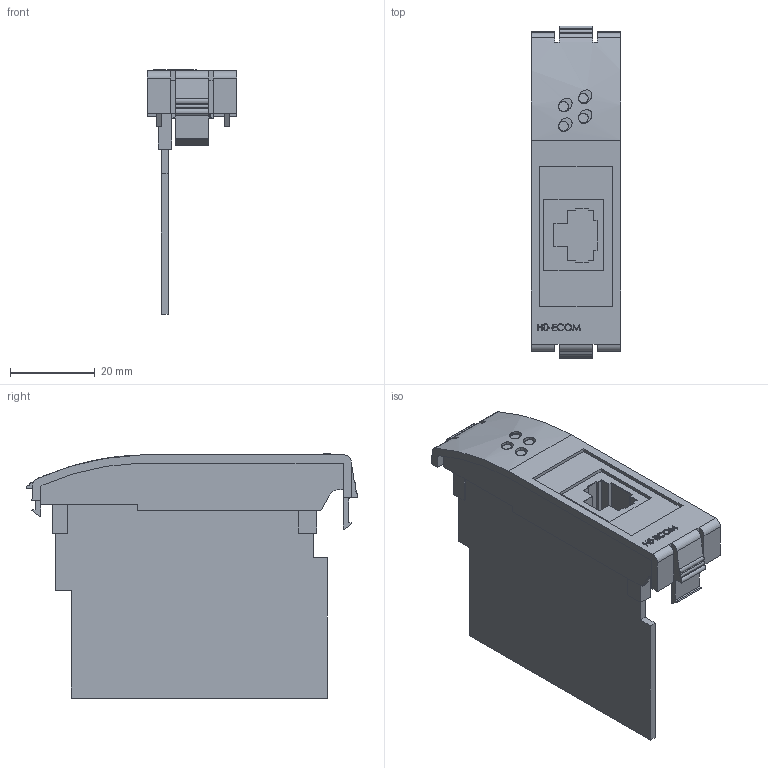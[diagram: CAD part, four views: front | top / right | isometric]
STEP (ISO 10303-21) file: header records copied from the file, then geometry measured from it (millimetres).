
FILE_DESCRIPTION (( 'STEP AP214' ), '1' );
FILE_NAME ('H0-ECOM.STEP', '2011-02-03T13:13:22', ( '.adc' ), ( '' ), 'SwSTEP 2.0', 'SolidWorks 2009', '' );
FILE_SCHEMA (( 'AUTOMOTIVE_DESIGN' ));
Length unit declared in the file: inch
Products named in the file (1): H0-ECOM
Bounding box: 20.98 x 78.23 x 57.53 mm (x, y, z)
Volume: 9868.7 mm3; surface area: 14463.6 mm2
Topology: 1 solids, 1 shells, 281 faces, 768 edges, 510 vertices
Faces by surface type: plane 200, cylinder 47, bspline 34
Entity records: 12116 total; most frequent: CARTESIAN_POINT 4016, ORIENTED_EDGE 1536, DIRECTION 1279, EDGE_CURVE 768, LINE 601, VECTOR 601, VERTEX_POINT 510, AXIS2_PLACEMENT_3D 339
